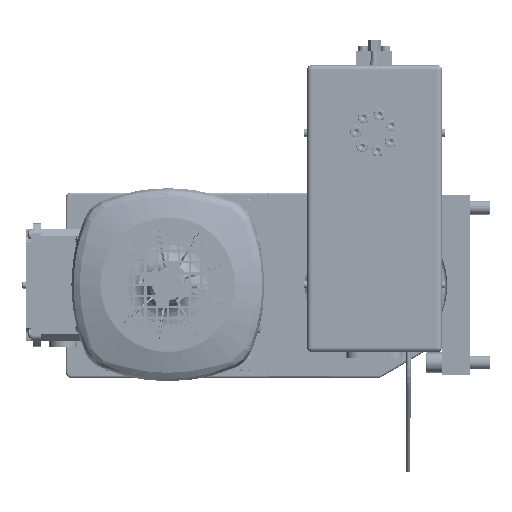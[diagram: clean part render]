
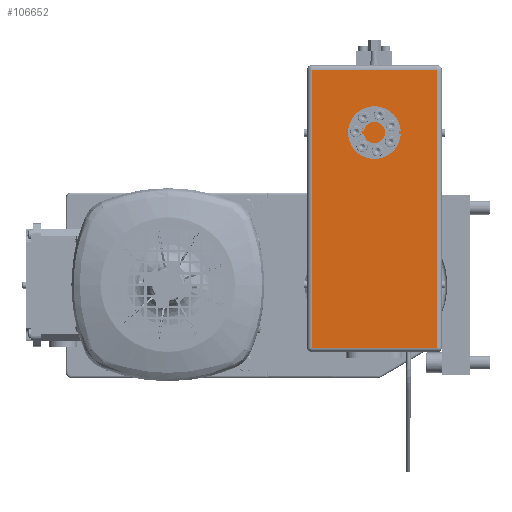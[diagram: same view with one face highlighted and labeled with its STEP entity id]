
A CAD part, top view. The second image highlights one B-rep face of the part: STEP entity #106652.
In plain terms, the highlighted planar face has unit normal (0, 0, 1).
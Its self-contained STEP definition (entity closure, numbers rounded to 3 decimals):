
#3230=PLANE('',#113865);
#27037=ORIENTED_EDGE('',*,*,#41069,.T.);
#27038=ORIENTED_EDGE('',*,*,#41065,.T.);
#27039=ORIENTED_EDGE('',*,*,#41078,.T.);
#27040=ORIENTED_EDGE('',*,*,#41081,.T.);
#41065=EDGE_CURVE('',#50503,#50505,#57733,.T.);
#41069=EDGE_CURVE('',#50506,#50503,#57736,.T.);
#41078=EDGE_CURVE('',#50505,#50512,#57739,.T.);
#41081=EDGE_CURVE('',#50512,#50506,#57741,.T.);
#50503=VERTEX_POINT('',#167738);
#50505=VERTEX_POINT('',#167743);
#50506=VERTEX_POINT('',#167748);
#50512=VERTEX_POINT('',#167768);
#57733=LINE('',#167744,#64132);
#57736=LINE('',#167751,#64135);
#57739=LINE('',#167769,#64138);
#57741=LINE('',#167773,#64140);
#64132=VECTOR('',#132685,1000.);
#64135=VECTOR('',#132692,1000.);
#64138=VECTOR('',#132715,1000.);
#64140=VECTOR('',#132721,1000.);
#69998=EDGE_LOOP('',(#27037,#27038,#27039,#27040));
#75468=FACE_BOUND('',#69998,.T.);
#106652=ADVANCED_FACE('',(#75468),#3230,.T.);
#113865=AXIS2_PLACEMENT_3D('',#167946,#132899,#132900);
#132685=DIRECTION('',(-1.,0.,0.));
#132692=DIRECTION('',(0.,1.,0.));
#132715=DIRECTION('',(0.,-1.,0.));
#132721=DIRECTION('',(1.,0.,0.));
#132899=DIRECTION('',(0.,0.,1.));
#132900=DIRECTION('',(0.,1.,0.));
#167738=CARTESIAN_POINT('',(56.,191.25,486.));
#167743=CARTESIAN_POINT('',(-56.,191.25,486.));
#167744=CARTESIAN_POINT('',(-2.5,191.25,486.));
#167748=CARTESIAN_POINT('',(56.,-56.25,486.));
#167751=CARTESIAN_POINT('',(56.,0.,486.));
#167768=CARTESIAN_POINT('',(-56.,-56.25,486.));
#167769=CARTESIAN_POINT('',(-56.,0.,486.));
#167773=CARTESIAN_POINT('',(-2.5,-56.25,486.));
#167946=CARTESIAN_POINT('',(-2.5,0.,486.));
